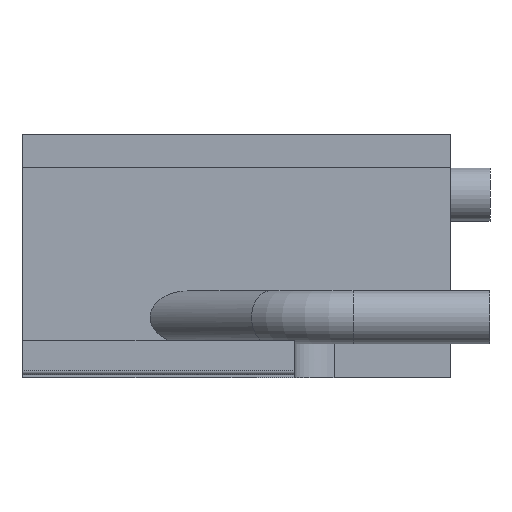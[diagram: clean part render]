
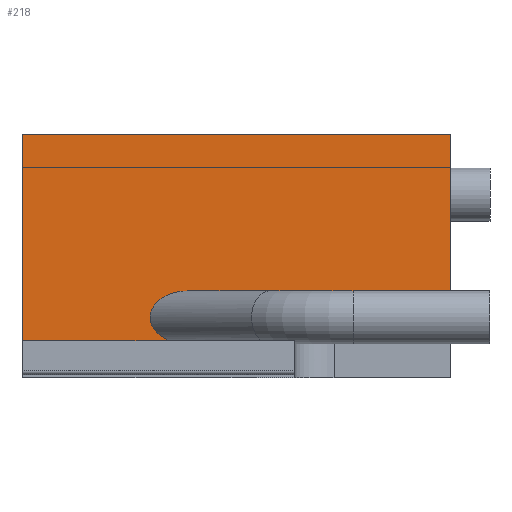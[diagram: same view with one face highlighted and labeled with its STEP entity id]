
A CAD part, left-side view. The second image highlights one B-rep face of the part: STEP entity #218.
In plain terms, the highlighted face is planar.
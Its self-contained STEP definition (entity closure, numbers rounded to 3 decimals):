
#218 = ADVANCED_FACE( '', ( #332, #333 ), #334, .T. );
#332 = FACE_OUTER_BOUND( '', #459, .T. );
#333 = FACE_BOUND( '', #460, .T. );
#334 = PLANE( '', #461 );
#459 = EDGE_LOOP( '', ( #872, #873, #874, #875 ) );
#460 = EDGE_LOOP( '', ( #876 ) );
#461 = AXIS2_PLACEMENT_3D( '', #877, #878, #879 );
#872 = ORIENTED_EDGE( '', *, *, #1061, .F. );
#873 = ORIENTED_EDGE( '', *, *, #1062, .F. );
#874 = ORIENTED_EDGE( '', *, *, #1063, .T. );
#875 = ORIENTED_EDGE( '', *, *, #1064, .T. );
#876 = ORIENTED_EDGE( '', *, *, #1065, .T. );
#877 = CARTESIAN_POINT( '', ( 27.832, 54.98, 0. ) );
#878 = DIRECTION( '', ( 1., 0., 0. ) );
#879 = DIRECTION( '', ( 0., 0., -1. ) );
#1061 = EDGE_CURVE( '', #1291, #1292, #1293, .T. );
#1062 = EDGE_CURVE( '', #1294, #1291, #1295, .T. );
#1063 = EDGE_CURVE( '', #1294, #1296, #1297, .T. );
#1064 = EDGE_CURVE( '', #1296, #1292, #1298, .T. );
#1065 = EDGE_CURVE( '', #1299, #1299, #1300, .F. );
#1291 = VERTEX_POINT( '', #1635 );
#1292 = VERTEX_POINT( '', #1636 );
#1293 = LINE( '', #1637, #1638 );
#1294 = VERTEX_POINT( '', #1639 );
#1295 = LINE( '', #1640, #1641 );
#1296 = VERTEX_POINT( '', #1642 );
#1297 = LINE( '', #1643, #1644 );
#1298 = LINE( '', #1645, #1646 );
#1299 = VERTEX_POINT( '', #1647 );
#1300 = ELLIPSE( '', #1648, 4.808, 3.4 );
#1635 = CARTESIAN_POINT( '', ( 27.832, 0., 0. ) );
#1636 = CARTESIAN_POINT( '', ( 27.832, 0., 27. ) );
#1637 = CARTESIAN_POINT( '', ( 27.832, 0., 0. ) );
#1638 = VECTOR( '', #1852, 1000. );
#1639 = CARTESIAN_POINT( '', ( 27.832, 54.98, 0. ) );
#1640 = CARTESIAN_POINT( '', ( 27.832, 54.98, 0. ) );
#1641 = VECTOR( '', #1853, 1000. );
#1642 = CARTESIAN_POINT( '', ( 27.832, 54.98, 27. ) );
#1643 = CARTESIAN_POINT( '', ( 27.832, 54.98, 0. ) );
#1644 = VECTOR( '', #1854, 1000. );
#1645 = CARTESIAN_POINT( '', ( 27.832, 54.98, 27. ) );
#1646 = VECTOR( '', #1855, 1000. );
#1647 = CARTESIAN_POINT( '', ( 27.832, 38.575, 23.5 ) );
#1648 = AXIS2_PLACEMENT_3D( '', #1856, #1857, #1858 );
#1852 = DIRECTION( '', ( 0., 0., 1. ) );
#1853 = DIRECTION( '', ( 0., -1., 0. ) );
#1854 = DIRECTION( '', ( 0., 0., 1. ) );
#1855 = DIRECTION( '', ( 0., -1., 0. ) );
#1856 = CARTESIAN_POINT( '', ( 27.832, 33.767, 23.5 ) );
#1857 = DIRECTION( '', ( 1., 0., 0. ) );
#1858 = DIRECTION( '', ( 0., 1., 0. ) );
